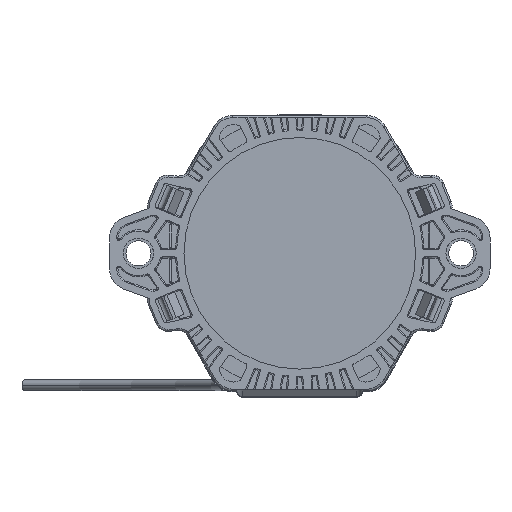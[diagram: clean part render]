
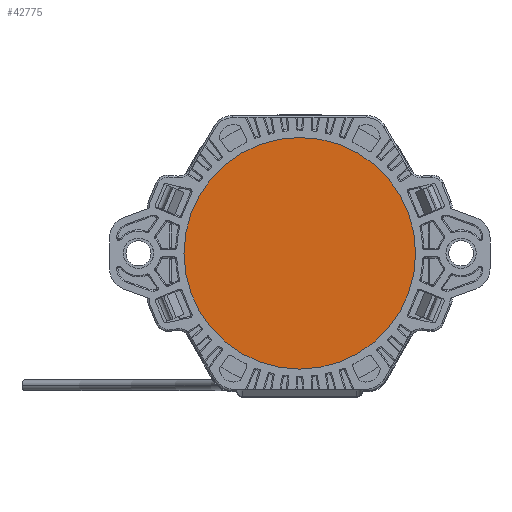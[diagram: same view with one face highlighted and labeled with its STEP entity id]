
A CAD part, front view. The second image highlights one B-rep face of the part: STEP entity #42775.
In plain terms, the highlighted planar face has unit normal (0, -1, 0).
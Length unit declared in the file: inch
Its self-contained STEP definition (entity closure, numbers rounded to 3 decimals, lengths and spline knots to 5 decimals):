
#4109 = EDGE_CURVE ( 'NONE', #73441, #92586, #57161, .T. ) ;
#13562 = CARTESIAN_POINT ( 'NONE',  ( 0.965, -0.1, 0. ) ) ;
#24499 = DIRECTION ( 'NONE',  ( 0., 0., -1. ) ) ;
#24853 = ORIENTED_EDGE ( 'NONE', *, *, #73092, .T. ) ;
#39220 = AXIS2_PLACEMENT_3D ( 'NONE', #42345, #118215, #53264 ) ;
#42345 = CARTESIAN_POINT ( 'NONE',  ( 0., -0.1, 0. ) ) ;
#42775 = ADVANCED_FACE ( 'NONE', ( #129998 ), #67137, .T. ) ;
#46712 = CARTESIAN_POINT ( 'NONE',  ( 0., -0.1, -0.965 ) ) ;
#49103 = CIRCLE ( 'NONE', #39220, 0.965 ) ;
#50355 = CARTESIAN_POINT ( 'NONE',  ( 0., -0.1, 0.965 ) ) ;
#53264 = DIRECTION ( 'NONE',  ( 0., 0., -1. ) ) ;
#57161 = CIRCLE ( 'NONE', #103132, 0.965 ) ;
#57734 = AXIS2_PLACEMENT_3D ( 'NONE', #13562, #89493, #24499 ) ;
#62891 = CARTESIAN_POINT ( 'NONE',  ( 0., -0.1, 0. ) ) ;
#67137 = PLANE ( 'NONE',  #57734 ) ;
#73092 = EDGE_CURVE ( 'NONE', #92586, #73441, #49103, .T. ) ;
#73441 = VERTEX_POINT ( 'NONE', #50355 ) ;
#73823 = DIRECTION ( 'NONE',  ( 0., 0., -1. ) ) ;
#83903 = ORIENTED_EDGE ( 'NONE', *, *, #4109, .T. ) ;
#89493 = DIRECTION ( 'NONE',  ( 0., -1., 0. ) ) ;
#92586 = VERTEX_POINT ( 'NONE', #46712 ) ;
#99908 = EDGE_LOOP ( 'NONE', ( #24853, #83903 ) ) ;
#103132 = AXIS2_PLACEMENT_3D ( 'NONE', #62891, #138878, #73823 ) ;
#118215 = DIRECTION ( 'NONE',  ( 0., -1., 0. ) ) ;
#129998 = FACE_OUTER_BOUND ( 'NONE', #99908, .T. ) ;
#138878 = DIRECTION ( 'NONE',  ( 0., -1., 0. ) ) ;
